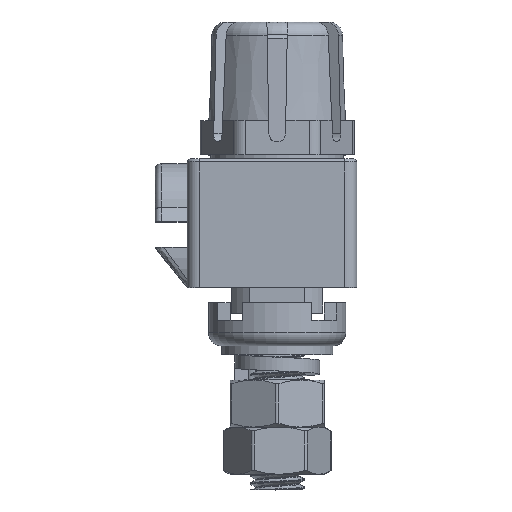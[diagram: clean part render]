
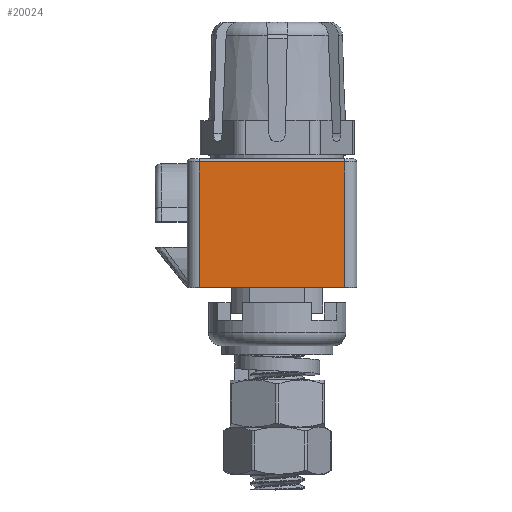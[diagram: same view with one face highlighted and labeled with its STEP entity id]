
A CAD part, top view. The second image highlights one B-rep face of the part: STEP entity #20024.
In plain terms, the highlighted face is planar.
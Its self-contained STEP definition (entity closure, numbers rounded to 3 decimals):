
#1262=LINE('',#47393,#2922);
#1416=LINE('',#48107,#3076);
#1418=LINE('',#48116,#3078);
#1452=LINE('',#48243,#3112);
#2922=VECTOR('',#23357,10.);
#3076=VECTOR('',#23731,10.);
#3078=VECTOR('',#23745,10.);
#3112=VECTOR('',#23811,10.);
#6045=FACE_OUTER_BOUND('',#7146,.T.);
#7146=EDGE_LOOP('',(#15204,#15205,#15206,#15207));
#8812=VERTEX_POINT('',#47390);
#8813=VERTEX_POINT('',#47392);
#8986=VERTEX_POINT('',#48100);
#8988=VERTEX_POINT('',#48112);
#10932=EDGE_CURVE('',#8812,#8813,#1262,.T.);
#11171=EDGE_CURVE('',#8986,#8812,#1416,.T.);
#11175=EDGE_CURVE('',#8813,#8988,#1418,.T.);
#11220=EDGE_CURVE('',#8988,#8986,#1452,.T.);
#15204=ORIENTED_EDGE('',*,*,#11171,.F.);
#15205=ORIENTED_EDGE('',*,*,#11220,.F.);
#15206=ORIENTED_EDGE('',*,*,#11175,.F.);
#15207=ORIENTED_EDGE('',*,*,#10932,.F.);
#19252=PLANE('',#21517);
#20024=ADVANCED_FACE('',(#6045),#19252,.T.);
#21517=AXIS2_PLACEMENT_3D('',#48609,#24099,#24100);
#23357=DIRECTION('',(0.,-1.,0.));
#23731=DIRECTION('',(0.,0.,-1.));
#23745=DIRECTION('',(0.,0.,1.));
#23811=DIRECTION('',(0.,1.,0.));
#24099=DIRECTION('center_axis',(1.,0.,0.));
#24100=DIRECTION('ref_axis',(0.,1.,0.));
#47390=CARTESIAN_POINT('',(19.,7.9,0.));
#47392=CARTESIAN_POINT('',(19.,-9.1,0.));
#47393=CARTESIAN_POINT('',(19.,9.3,0.));
#48100=CARTESIAN_POINT('',(19.,7.9,14.65));
#48107=CARTESIAN_POINT('',(19.,7.9,0.));
#48112=CARTESIAN_POINT('',(19.,-9.1,14.65));
#48116=CARTESIAN_POINT('',(19.,-9.1,0.));
#48243=CARTESIAN_POINT('',(19.,-5.55,14.65));
#48609=CARTESIAN_POINT('Origin',(19.,-10.5,0.));
